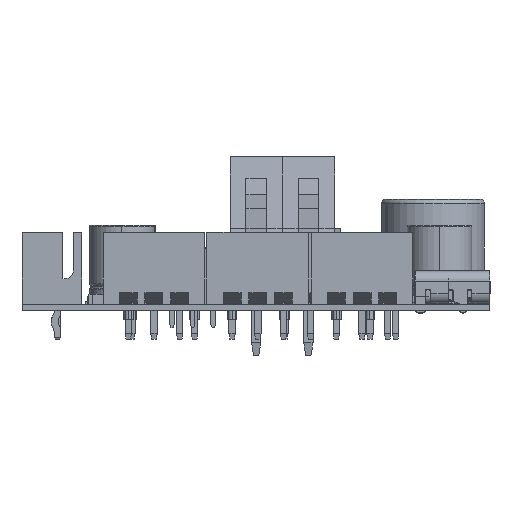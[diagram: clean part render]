
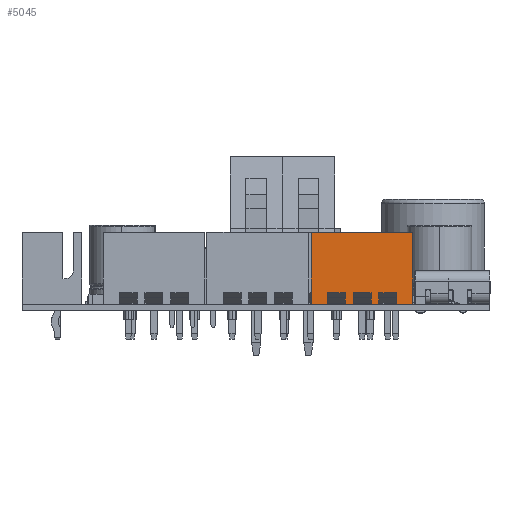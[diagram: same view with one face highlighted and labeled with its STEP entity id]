
A CAD part, left-side view. The second image highlights one B-rep face of the part: STEP entity #5045.
In plain terms, the highlighted face is planar.
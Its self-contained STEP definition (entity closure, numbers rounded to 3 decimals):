
#4322 = VERTEX_POINT('',#4323);
#4323 = CARTESIAN_POINT('',(4.95,7.,-2.875));
#4329 = EDGE_CURVE('',#4322,#4330,#4332,.T.);
#4330 = VERTEX_POINT('',#4331);
#4331 = CARTESIAN_POINT('',(-4.95,7.,-2.875));
#4332 = LINE('',#4333,#4334);
#4333 = CARTESIAN_POINT('',(-4.95,7.,-2.875));
#4334 = VECTOR('',#4335,1.);
#4335 = DIRECTION('',(-1.,0.,0.));
#4884 = VERTEX_POINT('',#4885);
#4885 = CARTESIAN_POINT('',(3.375,0.,-2.875));
#4891 = EDGE_CURVE('',#4892,#4884,#4894,.T.);
#4892 = VERTEX_POINT('',#4893);
#4893 = CARTESIAN_POINT('',(4.95,0.,-2.875));
#4894 = LINE('',#4895,#4896);
#4895 = CARTESIAN_POINT('',(-4.95,0.,-2.875));
#4896 = VECTOR('',#4897,1.);
#4897 = DIRECTION('',(-1.,0.,0.));
#4915 = VERTEX_POINT('',#4916);
#4916 = CARTESIAN_POINT('',(-1.625,0.,-2.875));
#4922 = EDGE_CURVE('',#4923,#4915,#4925,.T.);
#4923 = VERTEX_POINT('',#4924);
#4924 = CARTESIAN_POINT('',(-0.875,0.,-2.875));
#4925 = LINE('',#4926,#4927);
#4926 = CARTESIAN_POINT('',(-4.95,0.,-2.875));
#4927 = VECTOR('',#4928,1.);
#4928 = DIRECTION('',(-1.,0.,0.));
#4945 = EDGE_CURVE('',#4946,#4948,#4950,.T.);
#4946 = VERTEX_POINT('',#4947);
#4947 = CARTESIAN_POINT('',(1.625,0.,-2.875));
#4948 = VERTEX_POINT('',#4949);
#4949 = CARTESIAN_POINT('',(0.875,0.,-2.875));
#4950 = LINE('',#4951,#4952);
#4951 = CARTESIAN_POINT('',(-4.95,0.,-2.875));
#4952 = VECTOR('',#4953,1.);
#4953 = DIRECTION('',(-1.,0.,0.));
#4991 = EDGE_CURVE('',#4330,#4992,#4994,.T.);
#4992 = VERTEX_POINT('',#4993);
#4993 = CARTESIAN_POINT('',(-4.95,0.,-2.875));
#4994 = LINE('',#4995,#4996);
#4995 = CARTESIAN_POINT('',(-4.95,7.,-2.875));
#4996 = VECTOR('',#4997,1.);
#4997 = DIRECTION('',(0.,-1.,0.));
#5035 = EDGE_CURVE('',#4322,#4892,#5036,.T.);
#5036 = LINE('',#5037,#5038);
#5037 = CARTESIAN_POINT('',(4.95,7.,-2.875));
#5038 = VECTOR('',#5039,1.);
#5039 = DIRECTION('',(0.,-1.,0.));
#5045 = ADVANCED_FACE('',(#5046),#5128,.F.);
#5046 = FACE_BOUND('',#5047,.T.);
#5047 = EDGE_LOOP('',(#5048,#5058,#5064,#5065,#5073,#5081,#5087,#5088,
    #5096,#5104,#5112,#5118,#5119,#5120,#5121,#5122));
#5048 = ORIENTED_EDGE('',*,*,#5049,.F.);
#5049 = EDGE_CURVE('',#5050,#5052,#5054,.T.);
#5050 = VERTEX_POINT('',#5051);
#5051 = CARTESIAN_POINT('',(1.625,1.15,-2.875));
#5052 = VERTEX_POINT('',#5053);
#5053 = CARTESIAN_POINT('',(3.375,1.15,-2.875));
#5054 = LINE('',#5055,#5056);
#5055 = CARTESIAN_POINT('',(1.625,1.15,-2.875));
#5056 = VECTOR('',#5057,1.);
#5057 = DIRECTION('',(1.,0.,0.));
#5058 = ORIENTED_EDGE('',*,*,#5059,.F.);
#5059 = EDGE_CURVE('',#4946,#5050,#5060,.T.);
#5060 = LINE('',#5061,#5062);
#5061 = CARTESIAN_POINT('',(1.625,1.15,-2.875));
#5062 = VECTOR('',#5063,1.);
#5063 = DIRECTION('',(0.,1.,0.));
#5064 = ORIENTED_EDGE('',*,*,#4945,.T.);
#5065 = ORIENTED_EDGE('',*,*,#5066,.T.);
#5066 = EDGE_CURVE('',#4948,#5067,#5069,.T.);
#5067 = VERTEX_POINT('',#5068);
#5068 = CARTESIAN_POINT('',(0.875,1.15,-2.875));
#5069 = LINE('',#5070,#5071);
#5070 = CARTESIAN_POINT('',(0.875,1.15,-2.875));
#5071 = VECTOR('',#5072,1.);
#5072 = DIRECTION('',(0.,1.,0.));
#5073 = ORIENTED_EDGE('',*,*,#5074,.F.);
#5074 = EDGE_CURVE('',#5075,#5067,#5077,.T.);
#5075 = VERTEX_POINT('',#5076);
#5076 = CARTESIAN_POINT('',(-0.875,1.15,-2.875));
#5077 = LINE('',#5078,#5079);
#5078 = CARTESIAN_POINT('',(-0.875,1.15,-2.875));
#5079 = VECTOR('',#5080,1.);
#5080 = DIRECTION('',(1.,0.,0.));
#5081 = ORIENTED_EDGE('',*,*,#5082,.F.);
#5082 = EDGE_CURVE('',#4923,#5075,#5083,.T.);
#5083 = LINE('',#5084,#5085);
#5084 = CARTESIAN_POINT('',(-0.875,1.15,-2.875));
#5085 = VECTOR('',#5086,1.);
#5086 = DIRECTION('',(0.,1.,0.));
#5087 = ORIENTED_EDGE('',*,*,#4922,.T.);
#5088 = ORIENTED_EDGE('',*,*,#5089,.T.);
#5089 = EDGE_CURVE('',#4915,#5090,#5092,.T.);
#5090 = VERTEX_POINT('',#5091);
#5091 = CARTESIAN_POINT('',(-1.625,1.15,-2.875));
#5092 = LINE('',#5093,#5094);
#5093 = CARTESIAN_POINT('',(-1.625,1.15,-2.875));
#5094 = VECTOR('',#5095,1.);
#5095 = DIRECTION('',(0.,1.,0.));
#5096 = ORIENTED_EDGE('',*,*,#5097,.F.);
#5097 = EDGE_CURVE('',#5098,#5090,#5100,.T.);
#5098 = VERTEX_POINT('',#5099);
#5099 = CARTESIAN_POINT('',(-3.375,1.15,-2.875));
#5100 = LINE('',#5101,#5102);
#5101 = CARTESIAN_POINT('',(-3.375,1.15,-2.875));
#5102 = VECTOR('',#5103,1.);
#5103 = DIRECTION('',(1.,0.,0.));
#5104 = ORIENTED_EDGE('',*,*,#5105,.F.);
#5105 = EDGE_CURVE('',#5106,#5098,#5108,.T.);
#5106 = VERTEX_POINT('',#5107);
#5107 = CARTESIAN_POINT('',(-3.375,0.,-2.875));
#5108 = LINE('',#5109,#5110);
#5109 = CARTESIAN_POINT('',(-3.375,1.15,-2.875));
#5110 = VECTOR('',#5111,1.);
#5111 = DIRECTION('',(0.,1.,0.));
#5112 = ORIENTED_EDGE('',*,*,#5113,.T.);
#5113 = EDGE_CURVE('',#5106,#4992,#5114,.T.);
#5114 = LINE('',#5115,#5116);
#5115 = CARTESIAN_POINT('',(-4.95,0.,-2.875));
#5116 = VECTOR('',#5117,1.);
#5117 = DIRECTION('',(-1.,0.,0.));
#5118 = ORIENTED_EDGE('',*,*,#4991,.F.);
#5119 = ORIENTED_EDGE('',*,*,#4329,.F.);
#5120 = ORIENTED_EDGE('',*,*,#5035,.T.);
#5121 = ORIENTED_EDGE('',*,*,#4891,.T.);
#5122 = ORIENTED_EDGE('',*,*,#5123,.T.);
#5123 = EDGE_CURVE('',#4884,#5052,#5124,.T.);
#5124 = LINE('',#5125,#5126);
#5125 = CARTESIAN_POINT('',(3.375,1.15,-2.875));
#5126 = VECTOR('',#5127,1.);
#5127 = DIRECTION('',(0.,1.,0.));
#5128 = PLANE('',#5129);
#5129 = AXIS2_PLACEMENT_3D('',#5130,#5131,#5132);
#5130 = CARTESIAN_POINT('',(-4.95,7.,-2.875));
#5131 = DIRECTION('',(0.,0.,1.));
#5132 = DIRECTION('',(1.,0.,0.));
